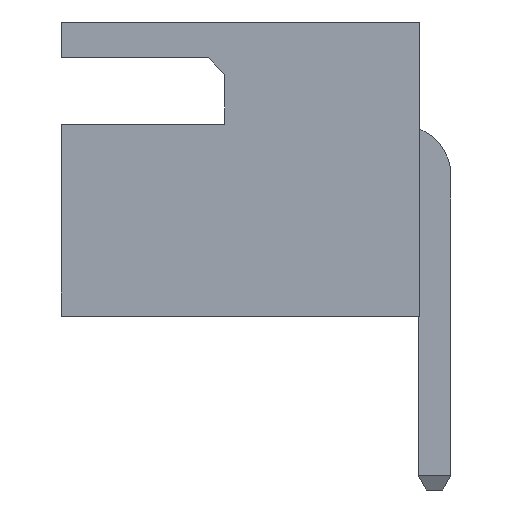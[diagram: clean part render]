
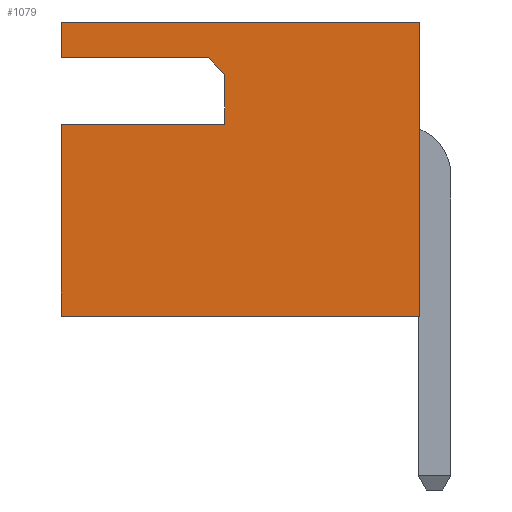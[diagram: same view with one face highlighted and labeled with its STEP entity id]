
A CAD part, left-side view. The second image highlights one B-rep face of the part: STEP entity #1079.
In plain terms, the highlighted planar face has unit normal (-1, 0, 0).
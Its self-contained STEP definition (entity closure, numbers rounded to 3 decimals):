
#1079=ADVANCED_FACE('',(#2084),#2086,.T.);
#2084=FACE_BOUND('',#2085,.T.);
#2085=EDGE_LOOP('',(#2920,#2921,#2922,#2923,#2924,#2925,#2926,#2927,#2928));
#2086=PLANE('',#2087);
#2087=AXIS2_PLACEMENT_3D('',#2088,#2089,#2090);
#2088=CARTESIAN_POINT('',(-30.05,0.3,0.));
#2089=DIRECTION('',(-1.,0.,0.));
#2090=DIRECTION('',(0.,0.,1.));
#2920=ORIENTED_EDGE('',*,*,#3438,.T.);
#2921=ORIENTED_EDGE('',*,*,#3439,.T.);
#2922=ORIENTED_EDGE('',*,*,#3440,.F.);
#2923=ORIENTED_EDGE('',*,*,#3362,.F.);
#2924=ORIENTED_EDGE('',*,*,#3383,.T.);
#2925=ORIENTED_EDGE('',*,*,#3427,.T.);
#2926=ORIENTED_EDGE('',*,*,#3441,.F.);
#2927=ORIENTED_EDGE('',*,*,#3442,.T.);
#2928=ORIENTED_EDGE('',*,*,#3443,.T.);
#3362=EDGE_CURVE('',#3852,#3854,#3855,.T.);
#3383=EDGE_CURVE('',#3852,#3882,#3884,.T.);
#3427=EDGE_CURVE('',#3882,#3946,#3948,.T.);
#3438=EDGE_CURVE('',#3959,#3960,#3961,.F.);
#3439=EDGE_CURVE('',#3960,#3962,#3963,.F.);
#3440=EDGE_CURVE('',#3854,#3962,#3964,.T.);
#3441=EDGE_CURVE('',#3965,#3946,#3966,.T.);
#3442=EDGE_CURVE('',#3965,#3967,#3968,.F.);
#3443=EDGE_CURVE('',#3967,#3959,#3969,.F.);
#3852=VERTEX_POINT('',#4753);
#3854=VERTEX_POINT('',#4757);
#3855=LINE('',#4758,#4759);
#3882=VERTEX_POINT('',#4825);
#3884=LINE('',#4829,#4830);
#3946=VERTEX_POINT('',#4977);
#3948=LINE('',#4981,#4982);
#3959=VERTEX_POINT('',#5014);
#3960=VERTEX_POINT('',#5015);
#3961=LINE('',#5016,#5017);
#3962=VERTEX_POINT('',#5019);
#3963=LINE('',#5020,#5021);
#3964=LINE('',#5023,#5024);
#3965=VERTEX_POINT('',#5026);
#3966=LINE('',#5027,#5028);
#3967=VERTEX_POINT('',#5030);
#3968=LINE('',#5031,#5032);
#3969=LINE('',#5034,#5035);
#4753=CARTESIAN_POINT('',(-30.05,0.3,0.));
#4757=CARTESIAN_POINT('',(-30.05,7.3,0.));
#4758=CARTESIAN_POINT('',(-30.05,0.3,0.));
#4759=VECTOR('',#4760,1.);
#4760=DIRECTION('',(0.,1.,0.));
#4825=CARTESIAN_POINT('',(-30.05,0.3,5.75));
#4829=CARTESIAN_POINT('',(-30.05,0.3,0.));
#4830=VECTOR('',#4831,1.);
#4831=DIRECTION('',(0.,0.,1.));
#4977=CARTESIAN_POINT('',(-30.05,7.3,5.75));
#4981=CARTESIAN_POINT('',(-30.05,0.3,5.75));
#4982=VECTOR('',#4983,1.);
#4983=DIRECTION('',(0.,1.,0.));
#5014=CARTESIAN_POINT('',(-30.05,4.1,4.725));
#5015=CARTESIAN_POINT('',(-30.05,4.1,3.75));
#5016=CARTESIAN_POINT('',(-30.05,4.1,3.75));
#5017=VECTOR('',#5018,1.);
#5018=DIRECTION('',(0.,0.,1.));
#5019=CARTESIAN_POINT('',(-30.05,7.3,3.75));
#5020=CARTESIAN_POINT('',(-30.05,7.3,3.75));
#5021=VECTOR('',#5022,1.);
#5022=DIRECTION('',(0.,-1.,0.));
#5023=CARTESIAN_POINT('',(-30.05,7.3,0.));
#5024=VECTOR('',#5025,1.);
#5025=DIRECTION('',(0.,0.,1.));
#5026=CARTESIAN_POINT('',(-30.05,7.3,5.05));
#5027=CARTESIAN_POINT('',(-30.05,7.3,5.05));
#5028=VECTOR('',#5029,1.);
#5029=DIRECTION('',(0.,0.,1.));
#5030=CARTESIAN_POINT('',(-30.05,4.425,5.05));
#5031=CARTESIAN_POINT('',(-30.05,4.425,5.05));
#5032=VECTOR('',#5033,1.);
#5033=DIRECTION('',(0.,1.,0.));
#5034=CARTESIAN_POINT('',(-30.05,4.1,4.725));
#5035=VECTOR('',#5036,1.);
#5036=DIRECTION('',(0.,0.707,0.707));
